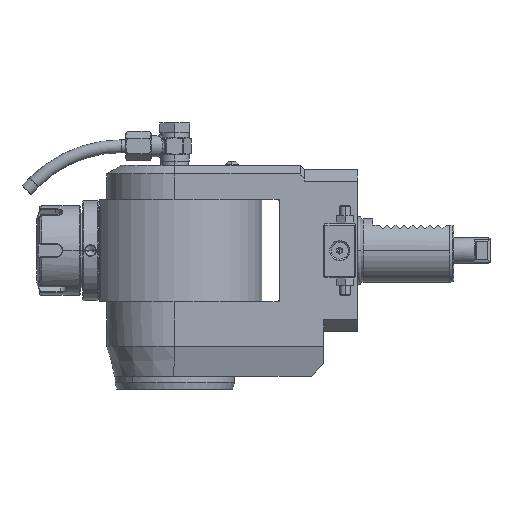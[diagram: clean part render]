
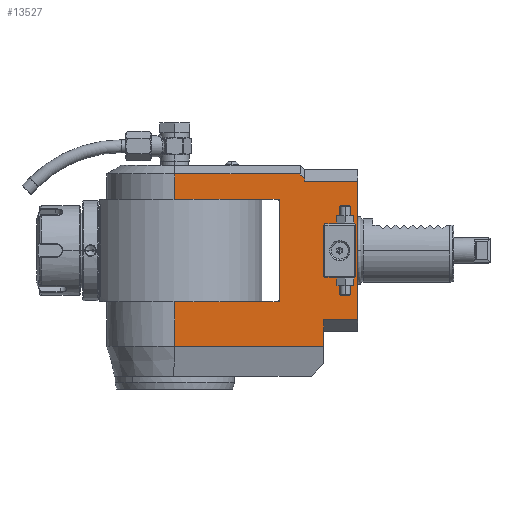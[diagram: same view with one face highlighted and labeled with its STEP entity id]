
A CAD part, left-side view. The second image highlights one B-rep face of the part: STEP entity #13527.
In plain terms, the highlighted planar face has unit normal (-1, 0, 0).
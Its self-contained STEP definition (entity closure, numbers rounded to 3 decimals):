
#35=DIRECTION('',(0.,1.,0.));
#36=VECTOR('',#35,0.433);
#37=CARTESIAN_POINT('',(-32.,-59.433,35.459));
#38=LINE('',#37,#36);
#39=DIRECTION('',(0.,0.655,0.756));
#40=VECTOR('',#39,2.394);
#41=CARTESIAN_POINT('',(-32.,-61.,33.649));
#42=LINE('',#41,#40);
#43=DIRECTION('',(0.,-1.,0.));
#44=VECTOR('',#43,25.);
#45=CARTESIAN_POINT('',(-32.,-61.,32.515));
#46=LINE('',#45,#44);
#47=DIRECTION('',(0.,-1.,0.));
#48=VECTOR('',#47,16.);
#49=CARTESIAN_POINT('',(-32.,-70.,-32.515));
#50=LINE('',#49,#48);
#51=DIRECTION('',(0.,1.,0.));
#52=VECTOR('',#51,23.368);
#53=CARTESIAN_POINT('',(-32.,-49.,24.));
#54=LINE('',#53,#52);
#55=DIRECTION('',(0.,0.,1.));
#56=VECTOR('',#55,24.);
#57=CARTESIAN_POINT('',(-32.,-85.,-12.));
#58=LINE('',#57,#56);
#59=DIRECTION('',(0.,-0.707,-0.707));
#60=VECTOR('',#59,0.707);
#61=CARTESIAN_POINT('',(-32.,-84.5,12.5));
#62=LINE('',#61,#60);
#63=DIRECTION('',(0.,1.,0.));
#64=VECTOR('',#63,14.);
#65=CARTESIAN_POINT('',(-32.,-84.5,12.5));
#66=LINE('',#65,#64);
#67=DIRECTION('',(0.,-0.707,0.707));
#68=VECTOR('',#67,0.707);
#69=CARTESIAN_POINT('',(-32.,-70.,12.));
#70=LINE('',#69,#68);
#71=DIRECTION('',(0.,0.,-1.));
#72=VECTOR('',#71,24.);
#73=CARTESIAN_POINT('',(-32.,-70.,12.));
#74=LINE('',#73,#72);
#75=DIRECTION('',(0.,0.707,0.707));
#76=VECTOR('',#75,0.707);
#77=CARTESIAN_POINT('',(-32.,-70.5,-12.5));
#78=LINE('',#77,#76);
#79=DIRECTION('',(0.,-1.,0.));
#80=VECTOR('',#79,14.);
#81=CARTESIAN_POINT('',(-32.,-70.5,-12.5));
#82=LINE('',#81,#80);
#83=DIRECTION('',(0.,0.707,-0.707));
#84=VECTOR('',#83,0.707);
#85=CARTESIAN_POINT('',(-32.,-85.,-12.));
#86=LINE('',#85,#84);
#91=DIRECTION('',(0.,0.,-1.));
#92=VECTOR('',#91,11.959);
#93=CARTESIAN_POINT('',(-32.,0.,35.959));
#94=LINE('',#93,#92);
#160=DIRECTION('',(0.,1.,0.));
#161=VECTOR('',#160,59.);
#162=CARTESIAN_POINT('',(-32.,-59.,35.959));
#163=LINE('',#162,#161);
#184=DIRECTION('',(0.,0.,1.));
#185=VECTOR('',#184,0.5);
#186=CARTESIAN_POINT('',(-32.,-59.,35.459));
#187=LINE('',#186,#185);
#224=DIRECTION('',(0.,0.,-1.));
#225=VECTOR('',#224,65.03);
#226=CARTESIAN_POINT('',(-32.,-86.,32.515));
#227=LINE('',#226,#225);
#408=DIRECTION('',(0.,0.,1.));
#409=VECTOR('',#408,1.134);
#410=CARTESIAN_POINT('',(-32.,-61.,32.515));
#411=LINE('',#410,#409);
#444=DIRECTION('',(0.,0.,1.));
#445=VECTOR('',#444,12.485);
#446=CARTESIAN_POINT('',(-32.,-70.,-45.));
#447=LINE('',#446,#445);
#464=DIRECTION('',(0.,-1.,0.));
#465=VECTOR('',#464,70.);
#466=CARTESIAN_POINT('',(-32.,0.,
-45.));
#467=LINE('',#466,#465);
#523=DIRECTION('',(0.,0.,-1.));
#524=VECTOR('',#523,21.);
#525=CARTESIAN_POINT('',(-32.,0.,-24.));
#526=LINE('',#525,#524);
#527=CARTESIAN_POINT('',(-32.,0.,-45.001));
#651=DIRECTION('',(0.,1.,0.));
#652=VECTOR('',#651,25.632);
#653=CARTESIAN_POINT('',(-32.,-25.632,-24.));
#654=LINE('',#653,#652);
#677=DIRECTION('',(0.,1.,0.));
#678=VECTOR('',#677,23.368);
#679=CARTESIAN_POINT('',(-32.,-49.,-24.));
#680=LINE('',#679,#678);
#689=DIRECTION('',(0.,0.,-1.));
#690=VECTOR('',#689,48.);
#691=CARTESIAN_POINT('',(-32.,-49.,24.));
#692=LINE('',#691,#690);
#1125=DIRECTION('',(0.,-1.,0.));
#1126=VECTOR('',#1125,25.632);
#1127=CARTESIAN_POINT('',(-32.,0.,24.));
#1128=LINE('',#1127,#1126);
#12115=CARTESIAN_POINT('',(-32.,-61.,33.649));
#12116=CARTESIAN_POINT('',(-32.,-59.433,35.459));
#12117=VERTEX_POINT('',#12115);
#12118=VERTEX_POINT('',#12116);
#12681=CARTESIAN_POINT('',(-32.,-85.,-12.));
#12682=CARTESIAN_POINT('',(-32.,-85.,12.));
#12683=VERTEX_POINT('',#12681);
#12684=VERTEX_POINT('',#12682);
#12685=CARTESIAN_POINT('',(-32.,-84.5,12.5));
#12686=CARTESIAN_POINT('',(-32.,-70.5,12.5));
#12687=VERTEX_POINT('',#12685);
#12688=VERTEX_POINT('',#12686);
#12689=CARTESIAN_POINT('',(-32.,-70.,12.));
#12690=CARTESIAN_POINT('',(-32.,-70.,-12.));
#12691=VERTEX_POINT('',#12689);
#12692=VERTEX_POINT('',#12690);
#12693=CARTESIAN_POINT('',(-32.,-70.5,-12.5));
#12694=CARTESIAN_POINT('',(-32.,-84.5,-12.5));
#12695=VERTEX_POINT('',#12693);
#12696=VERTEX_POINT('',#12694);
#13233=CARTESIAN_POINT('',(-32.,-86.,32.515));
#13235=VERTEX_POINT('',#13233);
#13240=CARTESIAN_POINT('',(-32.,-49.,24.));
#13241=CARTESIAN_POINT('',(-32.,-49.,-24.));
#13242=VERTEX_POINT('',#13240);
#13243=VERTEX_POINT('',#13241);
#13256=CARTESIAN_POINT('',(-32.,-25.632,-24.));
#13257=VERTEX_POINT('',#13256);
#13260=CARTESIAN_POINT('',(-32.,-25.632,24.));
#13261=VERTEX_POINT('',#13260);
#13272=CARTESIAN_POINT('',(-32.,-70.,-45.));
#13274=VERTEX_POINT('',#13272);
#13280=CARTESIAN_POINT('',(-32.,-86.,-32.515));
#13281=VERTEX_POINT('',#13280);
#13286=CARTESIAN_POINT('',(-32.,-70.,-32.515));
#13287=VERTEX_POINT('',#13286);
#13292=CARTESIAN_POINT('',(-32.,-59.,35.959));
#13293=CARTESIAN_POINT('',(-32.,0.,
35.959));
#13294=VERTEX_POINT('',#13292);
#13295=VERTEX_POINT('',#13293);
#13304=VERTEX_POINT('',#527);
#13322=CARTESIAN_POINT('',(-32.,-59.,35.459));
#13324=VERTEX_POINT('',#13322);
#13400=CARTESIAN_POINT('',(-32.,-61.,32.515));
#13401=VERTEX_POINT('',#13400);
#13406=CARTESIAN_POINT('',(-32.,0.,-24.));
#13407=VERTEX_POINT('',#13406);
#13409=CARTESIAN_POINT('',(-32.,0.,24.));
#13411=VERTEX_POINT('',#13409);
#13470=CARTESIAN_POINT('',(-32.,0.,-59.));
#13471=DIRECTION('',(-1.,0.,0.));
#13472=DIRECTION('',(0.,-1.,0.));
#13473=AXIS2_PLACEMENT_3D('',#13470,#13471,#13472);
#13474=PLANE('',#13473);
#13476=ORIENTED_EDGE('',*,*,#13475,.F.);
#13478=ORIENTED_EDGE('',*,*,#13477,.F.);
#13480=ORIENTED_EDGE('',*,*,#13479,.F.);
#13482=ORIENTED_EDGE('',*,*,#13481,.F.);
#13484=ORIENTED_EDGE('',*,*,#13483,.F.);
#13486=ORIENTED_EDGE('',*,*,#13485,.F.);
#13488=ORIENTED_EDGE('',*,*,#13487,.T.);
#13490=ORIENTED_EDGE('',*,*,#13489,.T.);
#13492=ORIENTED_EDGE('',*,*,#13491,.F.);
#13494=ORIENTED_EDGE('',*,*,#13493,.F.);
#13496=ORIENTED_EDGE('',*,*,#13495,.F.);
#13498=ORIENTED_EDGE('',*,*,#13497,.F.);
#13500=ORIENTED_EDGE('',*,*,#13499,.F.);
#13502=ORIENTED_EDGE('',*,*,#13501,.F.);
#13504=ORIENTED_EDGE('',*,*,#13503,.F.);
#13506=ORIENTED_EDGE('',*,*,#13505,.T.);
#13508=ORIENTED_EDGE('',*,*,#13507,.F.);
#13509=EDGE_LOOP('',(#13476,#13478,#13480,#13482,#13484,#13486,#13488,#13490,
#13492,#13494,#13496,#13498,#13500,#13502,#13504,#13506,#13508));
#13510=FACE_OUTER_BOUND('',#13509,.F.);
#13512=ORIENTED_EDGE('',*,*,#13511,.T.);
#13513=ORIENTED_EDGE('',*,*,#13458,.F.);
#13514=ORIENTED_EDGE('',*,*,#13443,.T.);
#13516=ORIENTED_EDGE('',*,*,#13515,.F.);
#13518=ORIENTED_EDGE('',*,*,#13517,.T.);
#13520=ORIENTED_EDGE('',*,*,#13519,.F.);
#13522=ORIENTED_EDGE('',*,*,#13521,.T.);
#13524=ORIENTED_EDGE('',*,*,#13523,.F.);
#13525=EDGE_LOOP('',(#13512,#13513,#13514,#13516,#13518,#13520,#13522,#13524));
#13526=FACE_BOUND('',#13525,.F.);
#13443=EDGE_CURVE('',#12687,#12688,#66,.T.);
#13458=EDGE_CURVE('',#12687,#12684,#62,.T.);
#13475=EDGE_CURVE('',#13295,#13411,#94,.T.);
#13477=EDGE_CURVE('',#13294,#13295,#163,.T.);
#13479=EDGE_CURVE('',#13324,#13294,#187,.T.);
#13481=EDGE_CURVE('',#12118,#13324,#38,.T.);
#13483=EDGE_CURVE('',#12117,#12118,#42,.T.);
#13485=EDGE_CURVE('',#13401,#12117,#411,.T.);
#13487=EDGE_CURVE('',#13401,#13235,#46,.T.);
#13489=EDGE_CURVE('',#13235,#13281,#227,.T.);
#13491=EDGE_CURVE('',#13287,#13281,#50,.T.);
#13493=EDGE_CURVE('',#13274,#13287,#447,.T.);
#13495=EDGE_CURVE('',#13304,#13274,#467,.T.);
#13497=EDGE_CURVE('',#13407,#13304,#526,.T.);
#13499=EDGE_CURVE('',#13257,#13407,#654,.T.);
#13501=EDGE_CURVE('',#13243,#13257,#680,.T.);
#13503=EDGE_CURVE('',#13242,#13243,#692,.T.);
#13505=EDGE_CURVE('',#13242,#13261,#54,.T.);
#13507=EDGE_CURVE('',#13411,#13261,#1128,.T.);
#13511=EDGE_CURVE('',#12683,#12684,#58,.T.);
#13515=EDGE_CURVE('',#12691,#12688,#70,.T.);
#13517=EDGE_CURVE('',#12691,#12692,#74,.T.);
#13519=EDGE_CURVE('',#12695,#12692,#78,.T.);
#13521=EDGE_CURVE('',#12695,#12696,#82,.T.);
#13523=EDGE_CURVE('',#12683,#12696,#86,.T.);
#13527=ADVANCED_FACE('',(#13510,#13526),#13474,.T.);
